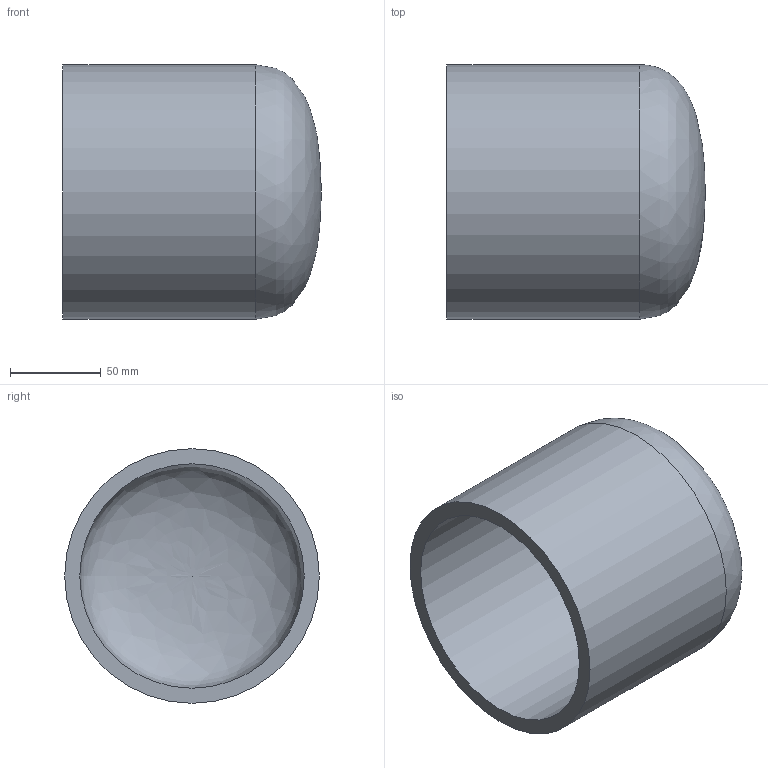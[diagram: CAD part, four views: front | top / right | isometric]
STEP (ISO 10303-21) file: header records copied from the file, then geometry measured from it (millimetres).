
FILE_DESCRIPTION(/* description */ ('PE100 End Cap with long ends, Ø140, SDR17 PN10'),/* implementation_level */ '2;1');
FILE_NAME(/* name */ 'CEL17-RC-140',/* time_stamp */ '2022-07-06T16:11:37+02:00',/* author */ ('COAB Solutions'),/* organization */ ('GPA Flowsystem'),/* preprocessor_version */ 'ST-DEVELOPER v18.1',/* originating_system */ 'www.coabsolutions.com',/* authorisation */ '');
FILE_SCHEMA (('AUTOMOTIVE_DESIGN { 1 0 10303 214 3 1 1 }'));
Length unit declared in the file: millimetre
Products named in the file (1): CEL17-RC-140
Bounding box: 142 x 140 x 140 mm (x, y, z)
Volume: 526850.2 mm3; surface area: 130506 mm2
Topology: 1 solids, 1 shells, 5 faces, 12 edges, 8 vertices
Faces by surface type: cylinder 2, bspline 2, plane 1
Full cylindrical faces by diameter (mm): 123.4 x1, 140 x1
Entity records: 227 total; most frequent: CARTESIAN_POINT 80, DIRECTION 22, ORIENTED_EDGE 20, EDGE_CURVE 10, AXIS2_PLACEMENT_3D 10, VERTEX_POINT 8, EDGE_LOOP 6, CIRCLE 6
